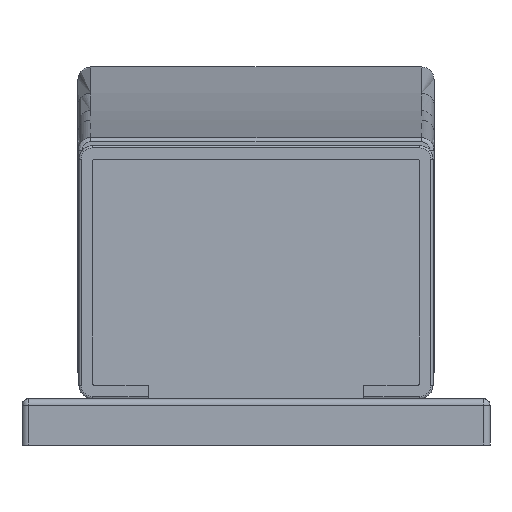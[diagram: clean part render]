
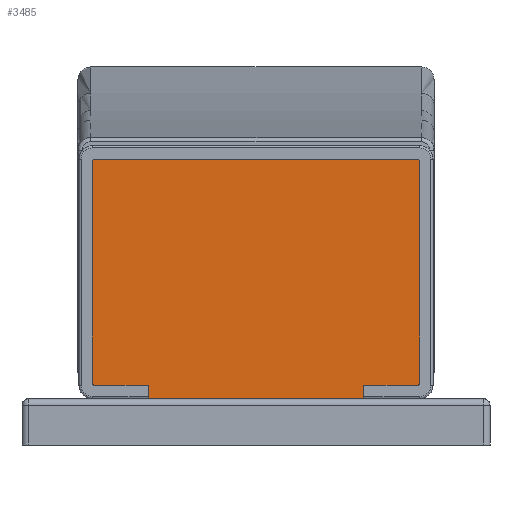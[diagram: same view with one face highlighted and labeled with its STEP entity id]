
A CAD part, front view. The second image highlights one B-rep face of the part: STEP entity #3485.
In plain terms, the highlighted planar face has unit normal (0, -1, 0).
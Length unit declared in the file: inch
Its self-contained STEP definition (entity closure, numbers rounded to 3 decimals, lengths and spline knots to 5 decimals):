
#125=DIRECTION('',(1.,0.,0.));
#126=VECTOR('',#125,2.);
#127=CARTESIAN_POINT('',(-1.,-1.587,0.42966));
#128=LINE('',#127,#126);
#778=DIRECTION('',(0.,0.,-1.));
#779=VECTOR('',#778,0.125);
#780=CARTESIAN_POINT('',(1.,-1.587,0.55466));
#781=LINE('',#780,#779);
#796=DIRECTION('',(0.,0.,1.));
#797=VECTOR('',#796,0.125);
#798=CARTESIAN_POINT('',(-1.,-1.587,0.42966));
#799=LINE('',#798,#797);
#965=DIRECTION('',(0.,0.,-1.));
#966=VECTOR('',#965,2.06);
#967=CARTESIAN_POINT('',(1.51983,-1.587,2.63466));
#968=LINE('',#967,#966);
#977=CARTESIAN_POINT('',(1.49983,-1.587,2.63466));
#978=DIRECTION('',(0.,-1.,0.));
#979=DIRECTION('',(1.,0.,0.));
#980=AXIS2_PLACEMENT_3D('',#977,#978,#979);
#987=DIRECTION('',(1.,0.,0.));
#988=VECTOR('',#987,2.99965);
#989=CARTESIAN_POINT('',(-1.49983,-1.587,2.65466));
#990=LINE('',#989,#988);
#999=CARTESIAN_POINT('',(-1.49983,-1.587,2.63466));
#1000=DIRECTION('',(0.,-1.,0.));
#1001=DIRECTION('',(0.,0.,1.));
#1002=AXIS2_PLACEMENT_3D('',#999,#1000,#1001);
#1009=DIRECTION('',(0.,0.,1.));
#1010=VECTOR('',#1009,2.06);
#1011=CARTESIAN_POINT('',(-1.51983,-1.587,0.57466));
#1012=LINE('',#1011,#1010);
#1021=CARTESIAN_POINT('',(-1.49983,-1.587,0.57466));
#1022=DIRECTION('',(0.,-1.,0.));
#1023=DIRECTION('',(-1.,0.,0.));
#1024=AXIS2_PLACEMENT_3D('',#1021,#1022,#1023);
#1031=DIRECTION('',(-1.,0.,0.));
#1032=VECTOR('',#1031,0.49983);
#1033=CARTESIAN_POINT('',(-1.,-1.587,0.55466));
#1034=LINE('',#1033,#1032);
#1043=CARTESIAN_POINT('',(1.49983,-1.587,0.57466));
#1044=DIRECTION('',(0.,-1.,0.));
#1045=DIRECTION('',(0.,0.,-1.));
#1046=AXIS2_PLACEMENT_3D('',#1043,#1044,#1045);
#1053=DIRECTION('',(-1.,0.,0.));
#1054=VECTOR('',#1053,0.49983);
#1055=CARTESIAN_POINT('',(1.49983,-1.587,0.55466));
#1056=LINE('',#1055,#1054);
#2122=CARTESIAN_POINT('',(-1.,-1.587,0.55466));
#2123=CARTESIAN_POINT('',(-1.49983,-1.587,0.55466));
#2124=VERTEX_POINT('',#2122);
#2125=VERTEX_POINT('',#2123);
#2126=CARTESIAN_POINT('',(-1.51983,-1.587,0.57466));
#2127=CARTESIAN_POINT('',(-1.51983,-1.587,2.63466));
#2128=VERTEX_POINT('',#2126);
#2129=VERTEX_POINT('',#2127);
#2130=CARTESIAN_POINT('',(-1.49983,-1.587,2.65466));
#2131=CARTESIAN_POINT('',(1.49983,-1.587,2.65466));
#2132=VERTEX_POINT('',#2130);
#2133=VERTEX_POINT('',#2131);
#2134=CARTESIAN_POINT('',(1.51983,-1.587,2.63466));
#2135=CARTESIAN_POINT('',(1.51983,-1.587,0.57466));
#2136=VERTEX_POINT('',#2134);
#2137=VERTEX_POINT('',#2135);
#2138=CARTESIAN_POINT('',(1.49983,-1.587,0.55466));
#2139=CARTESIAN_POINT('',(1.,-1.587,0.55466));
#2140=VERTEX_POINT('',#2138);
#2141=VERTEX_POINT('',#2139);
#2175=CARTESIAN_POINT('',(-1.,-1.587,0.42966));
#2177=VERTEX_POINT('',#2175);
#2179=CARTESIAN_POINT('',(1.,-1.587,0.42966));
#2181=VERTEX_POINT('',#2179);
#3456=CARTESIAN_POINT('',(-1.4,-1.587,0.55466));
#3457=DIRECTION('',(0.,-1.,0.));
#3458=DIRECTION('',(0.,0.,-1.));
#3459=AXIS2_PLACEMENT_3D('',#3456,#3457,#3458);
#3460=PLANE('',#3459);
#3461=ORIENTED_EDGE('',*,*,#2628,.F.);
#3463=ORIENTED_EDGE('',*,*,#3462,.T.);
#3465=ORIENTED_EDGE('',*,*,#3464,.T.);
#3467=ORIENTED_EDGE('',*,*,#3466,.F.);
#3469=ORIENTED_EDGE('',*,*,#3468,.T.);
#3471=ORIENTED_EDGE('',*,*,#3470,.F.);
#3473=ORIENTED_EDGE('',*,*,#3472,.T.);
#3475=ORIENTED_EDGE('',*,*,#3474,.F.);
#3477=ORIENTED_EDGE('',*,*,#3476,.T.);
#3479=ORIENTED_EDGE('',*,*,#3478,.F.);
#3481=ORIENTED_EDGE('',*,*,#3480,.T.);
#3482=ORIENTED_EDGE('',*,*,#3446,.T.);
#3483=EDGE_LOOP('',(#3461,#3463,#3465,#3467,#3469,#3471,#3473,#3475,#3477,#3479,
#3481,#3482));
#3484=FACE_OUTER_BOUND('',#3483,.F.);
#3485=ADVANCED_FACE('',(#3484),#3460,.T.);
#981=CIRCLE('',#980,0.02);
#1003=CIRCLE('',#1002,0.02);
#1025=CIRCLE('',#1024,0.02);
#1047=CIRCLE('',#1046,0.02);
#2628=EDGE_CURVE('',#2177,#2181,#128,.T.);
#3446=EDGE_CURVE('',#2141,#2181,#781,.T.);
#3462=EDGE_CURVE('',#2177,#2124,#799,.T.);
#3464=EDGE_CURVE('',#2124,#2125,#1034,.T.);
#3466=EDGE_CURVE('',#2128,#2125,#1025,.T.);
#3468=EDGE_CURVE('',#2128,#2129,#1012,.T.);
#3470=EDGE_CURVE('',#2132,#2129,#1003,.T.);
#3472=EDGE_CURVE('',#2132,#2133,#990,.T.);
#3474=EDGE_CURVE('',#2136,#2133,#981,.T.);
#3476=EDGE_CURVE('',#2136,#2137,#968,.T.);
#3478=EDGE_CURVE('',#2140,#2137,#1047,.T.);
#3480=EDGE_CURVE('',#2140,#2141,#1056,.T.);
